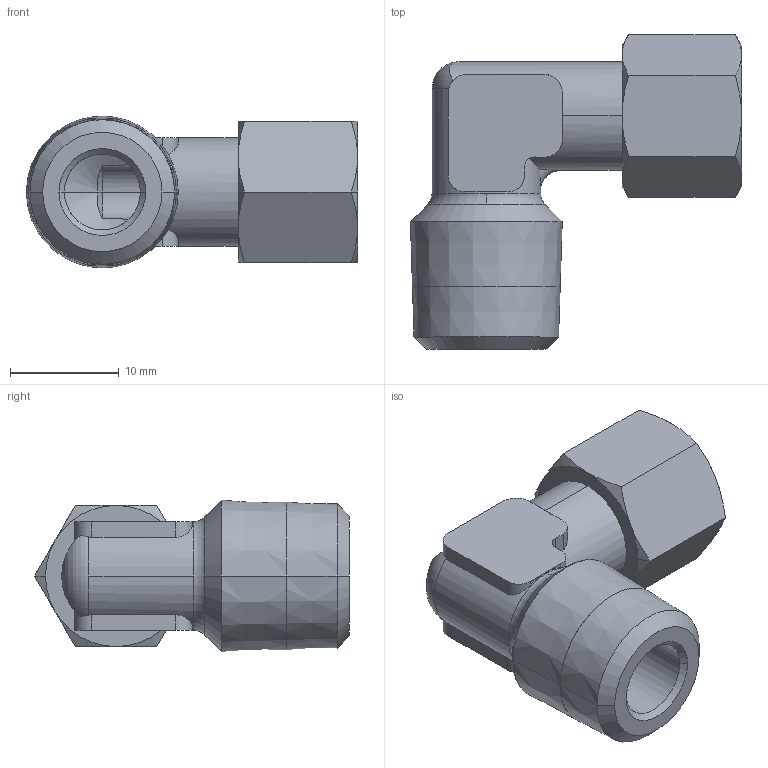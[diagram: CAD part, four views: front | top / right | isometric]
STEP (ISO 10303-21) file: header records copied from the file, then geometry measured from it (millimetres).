
FILE_DESCRIPTION(('STEP AP214'),'1');
FILE_NAME('0109_06_14.stp','2016-07-07T14:32:12',('TraceParts'),('TraceParts S.A.'),'Spatial InterOp 3D',' ',' ');
FILE_SCHEMA(('automotive_design'));
Length unit declared in the file: millimetre
Products named in the file (1): 1
Bounding box: 30.52 x 29.01 x 13.99 mm (x, y, z)
Volume: 3809.9 mm3; surface area: 3023.2 mm2
Topology: 1 solids, 1 shells, 97 faces, 243 edges, 152 vertices
Faces by surface type: plane 35, cone 32, cylinder 25, torus 5
Entity records: 3447 total; most frequent: CARTESIAN_POINT 1169, ORIENTED_EDGE 486, DIRECTION 476, EDGE_CURVE 243, AXIS2_PLACEMENT_3D 193, VERTEX_POINT 152, EDGE_LOOP 103, ADVANCED_FACE 97
